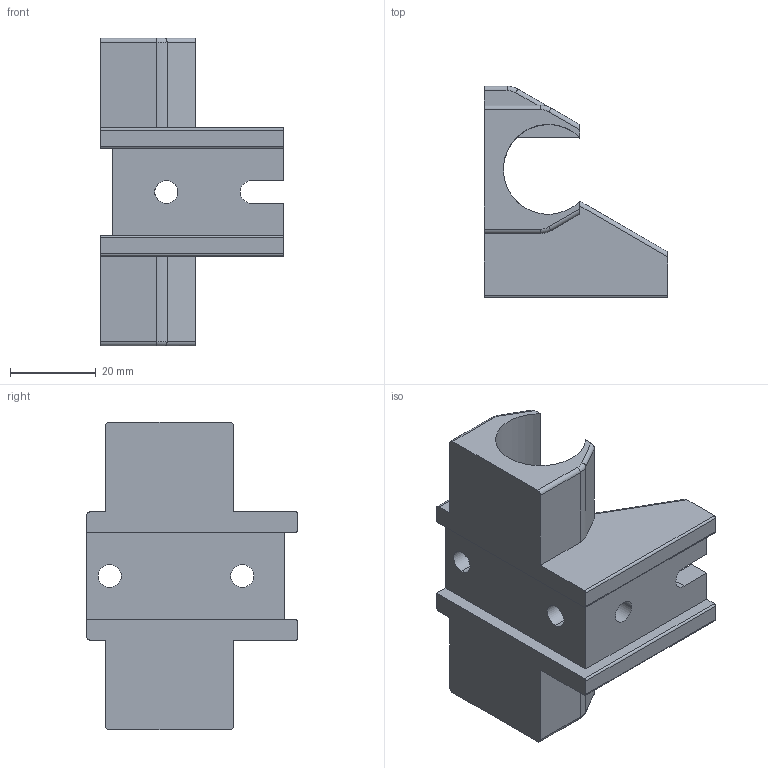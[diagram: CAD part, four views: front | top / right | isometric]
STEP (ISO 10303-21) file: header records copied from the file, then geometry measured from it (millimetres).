
FILE_DESCRIPTION((''),'2;1');
FILE_NAME('Z_AXIS_BEARING_HOLDER_1_0','2023-02-15T17:17:44',('matteo.grassi'),(''),'CREO PARAMETRIC BY PTC INC, 2018020','CREO PARAMETRIC BY PTC INC, 2018020','');
FILE_SCHEMA(('AUTOMOTIVE_DESIGN { 1 0 10303 214 1 1 1 1 }'));
Length unit declared in the file: millimetre
Products named in the file (1): Z_AXIS_BEARING_HOLDER_1_0
Bounding box: 43 x 49.5 x 72 mm (x, y, z)
Volume: 35395.9 mm3; surface area: 15094.7 mm2
Topology: 1 solids, 1 shells, 82 faces, 272 edges, 192 vertices
Faces by surface type: plane 42, cylinder 34, torus 6
Entity records: 4116 total; most frequent: CARTESIAN_POINT 674, ORIENTED_EDGE 544, DIRECTION 506, PRESENTATION_STYLE_ASSIGNMENT 273, STYLED_ITEM 273, CURVE_STYLE 272, EDGE_CURVE 272, VERTEX_POINT 192
